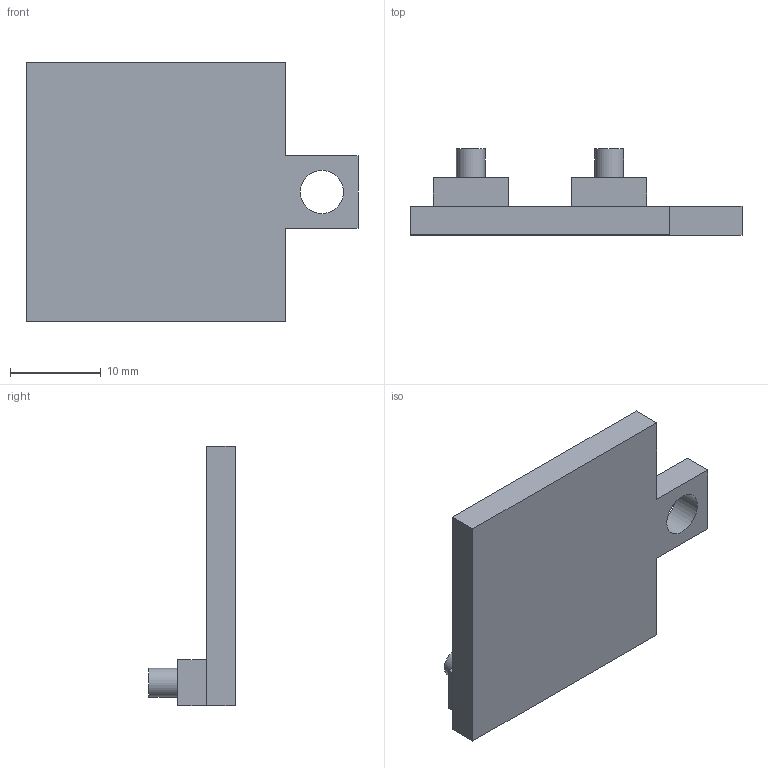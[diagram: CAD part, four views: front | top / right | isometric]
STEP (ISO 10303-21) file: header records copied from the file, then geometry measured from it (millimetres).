
FILE_DESCRIPTION(/* description */ (''),/* implementation_level */ '2;1');
FILE_NAME(/* name */ 'Thermocouple Amplifier Mounting Bracket.stp',/* time_stamp */ '2022-07-11T11:11:17-04:00',/* author */ ('27027'),/* organization */ (''),/* preprocessor_version */ 'ST-DEVELOPER v18.1',/* originating_system */ 'Autodesk Inventor 2022',/* authorisation */ '');
FILE_SCHEMA (('AUTOMOTIVE_DESIGN { 1 0 10303 214 3 1 1 }'));
Length unit declared in the file: inch
Products named in the file (1): Max31855_Mounting_Bracket
Bounding box: 36.51 x 9.53 x 28.57 mm (x, y, z)
Volume: 3027.4 mm3; surface area: 2485.7 mm2
Topology: 1 solids, 2 shells, 30 faces, 66 edges, 44 vertices
Faces by surface type: plane 24, cylinder 6
Full cylindrical faces by diameter (mm): 1.613 x3, 3.175 x2, 4.762 x1
Entity records: 869 total; most frequent: CARTESIAN_POINT 141, DIRECTION 140, ORIENTED_EDGE 132, EDGE_CURVE 66, LINE 54, VECTOR 54, VERTEX_POINT 44, AXIS2_PLACEMENT_3D 43
